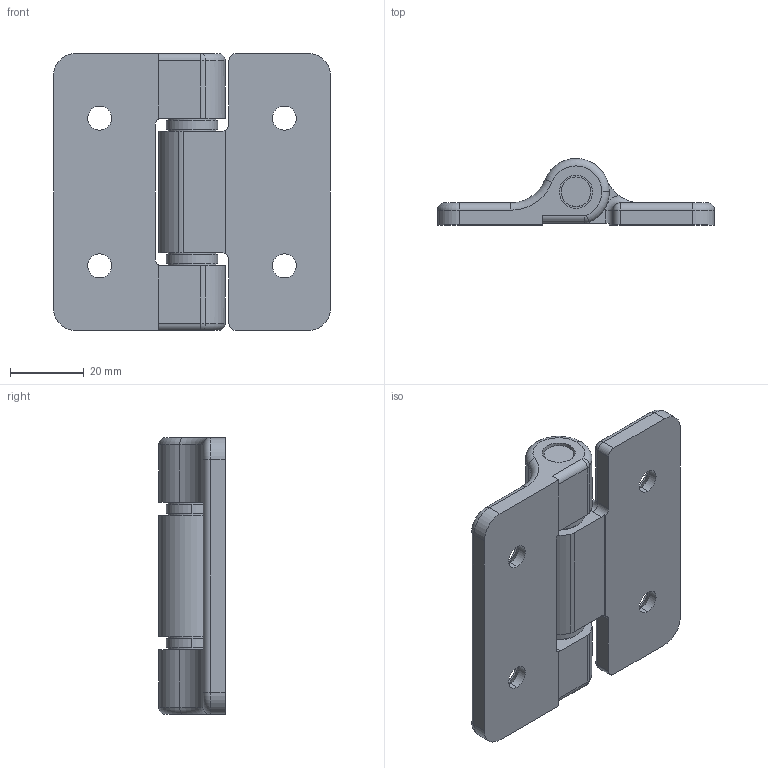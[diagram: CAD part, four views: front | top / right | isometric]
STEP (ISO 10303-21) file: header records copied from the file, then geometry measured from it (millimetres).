
FILE_DESCRIPTION (( 'STEP AP203' ), '1' );
FILE_NAME ('sone3D.STEP', '2014-09-25T10:14:13', ( '' ), ( '' ), 'SwSTEP 2.0', 'SolidWorks 2012', '' );
FILE_SCHEMA (( 'CONFIG_CONTROL_DESIGN' ));
Length unit declared in the file: millimetre
Products named in the file (6): B-1064-2-CR僔儍僼僩_; B-1064-CR僽僢僔儏_; sone3D; B-1064-CR特注平座金_; B-1064-2-CR僸儞僕__B-1064-2-CR僸儞僕B; B-1064-2-CR僸儞僕__B-1064-2-CR僸儞僕A
Assembly tree (9 placements, depth 2):
  sone3D
    B-1064-2-CR僸儞僕__B-1064-2-CR僸儞僕A
    B-1064-2-CR僸儞僕__B-1064-2-CR僸儞僕B
    B-1064-CR特注平座金_  x2
    B-1064-CR僽僢僔儏_  x4
    B-1064-2-CR僔儍僼僩_
Bounding box: 75 x 18 x 75 mm (x, y, z)
Volume: 42560.3 mm3; surface area: 21977.3 mm2
Topology: 9 solids, 9 shells, 158 faces, 364 edges, 228 vertices
Faces by surface type: cylinder 89, plane 45, torus 14, cone 8, sphere 2
Entity records: 4458 total; most frequent: DIRECTION 730, CARTESIAN_POINT 653, ORIENTED_EDGE 592, AXIS2_PLACEMENT_3D 301, EDGE_CURVE 296, VERTEX_POINT 184, CIRCLE 164, EDGE_LOOP 146
